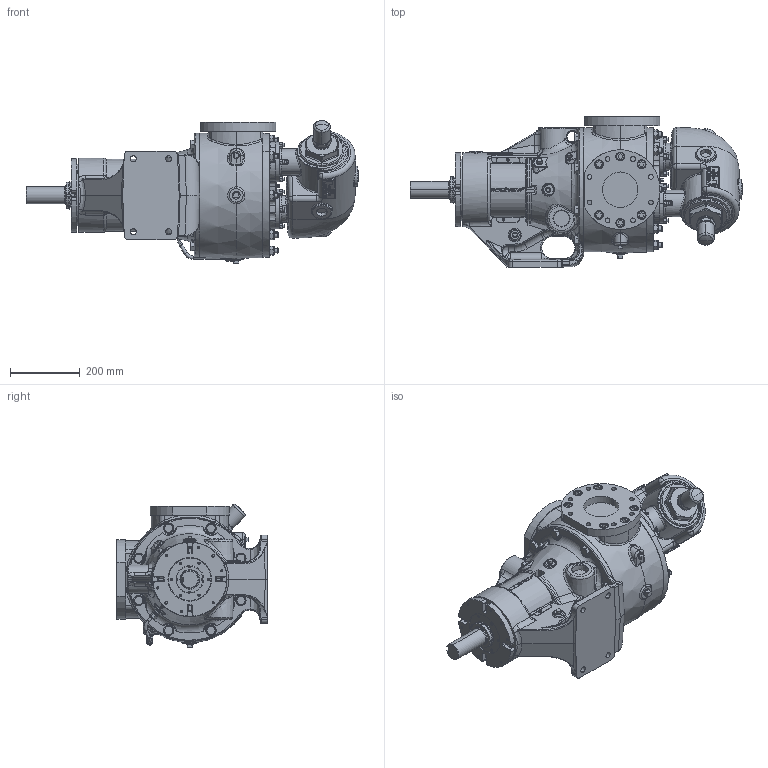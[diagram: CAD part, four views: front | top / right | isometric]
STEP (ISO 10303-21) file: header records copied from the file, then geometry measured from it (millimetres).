
FILE_DESCRIPTION (( 'STEP AP214' ), '1' );
FILE_NAME ('QV-2345.step', '2025-12-05T19:08:43', ( '' ), ( '' ), 'SwSTEP 2.0', 'SolidWorks 2024', '' );
FILE_SCHEMA (( 'AUTOMOTIVE_DESIGN' ));
Products named in the file (1): QV-2345
Bounding box: 952.48 x 431.8 x 411.17 mm (x, y, z)
Volume: 46792826.4 mm3; surface area: 1642779 mm2
Topology: 1 solids, 2 shells, 5167 faces, 13058 edges, 8100 vertices
Faces by surface type: plane 1705, bspline 1674, cylinder 814, cone 733, torus 157, sphere 84
Entity records: 242366 total; most frequent: CARTESIAN_POINT 132125, ORIENTED_EDGE 25726, DIRECTION 18300, EDGE_CURVE 12863, VERTEX_POINT 8093, AXIS2_PLACEMENT_3D 6482, EDGE_LOOP 5602, LINE 5336
